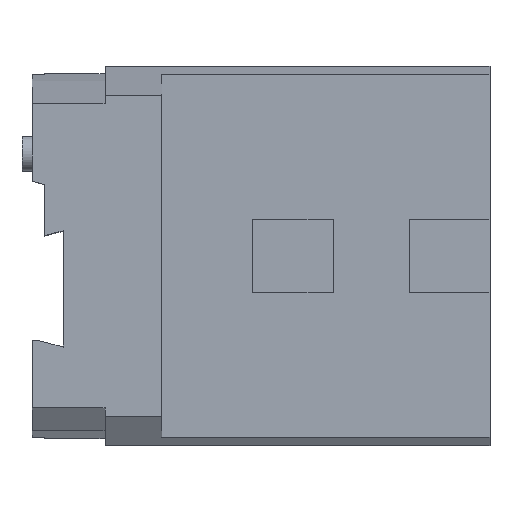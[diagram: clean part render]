
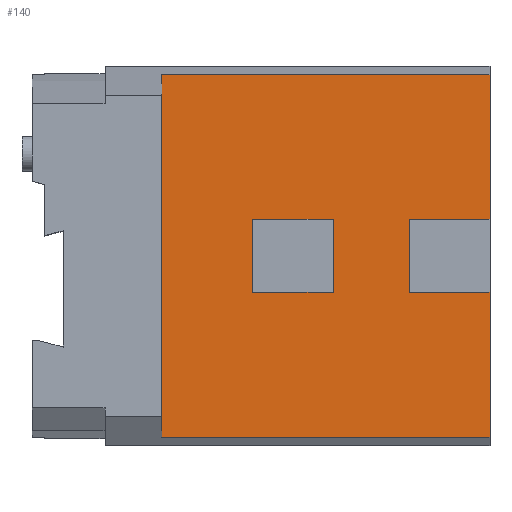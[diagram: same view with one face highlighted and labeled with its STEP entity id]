
A CAD part, top view. The second image highlights one B-rep face of the part: STEP entity #140.
In plain terms, the highlighted planar face has unit normal (0, 0, 1).
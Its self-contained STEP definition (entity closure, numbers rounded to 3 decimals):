
#61=FACE_BOUND('',#319,.T.);
#62=FACE_BOUND('',#320,.T.);
#140=ADVANCED_FACE('',(#61,#62),#193,.T.);
#193=PLANE('',#1274);
#319=EDGE_LOOP('',(#591,#592,#593,#594));
#320=EDGE_LOOP('',(#595,#596,#597,#598,#599,#600,#601,#602));
#591=ORIENTED_EDGE('',*,*,#825,.T.);
#592=ORIENTED_EDGE('',*,*,#823,.T.);
#593=ORIENTED_EDGE('',*,*,#821,.T.);
#594=ORIENTED_EDGE('',*,*,#818,.T.);
#595=ORIENTED_EDGE('',*,*,#750,.T.);
#596=ORIENTED_EDGE('',*,*,#743,.T.);
#597=ORIENTED_EDGE('',*,*,#747,.T.);
#598=ORIENTED_EDGE('',*,*,#885,.T.);
#599=ORIENTED_EDGE('',*,*,#886,.T.);
#600=ORIENTED_EDGE('',*,*,#887,.F.);
#601=ORIENTED_EDGE('',*,*,#888,.T.);
#602=ORIENTED_EDGE('',*,*,#889,.T.);
#637=VERTEX_POINT('',#1598);
#638=VERTEX_POINT('',#1599);
#641=VERTEX_POINT('',#1607);
#643=VERTEX_POINT('',#1613);
#701=VERTEX_POINT('',#1759);
#702=VERTEX_POINT('',#1760);
#703=VERTEX_POINT('',#1765);
#704=VERTEX_POINT('',#1769);
#737=VERTEX_POINT('',#1895);
#738=VERTEX_POINT('',#1897);
#739=VERTEX_POINT('',#1899);
#740=VERTEX_POINT('',#1901);
#743=EDGE_CURVE('',#637,#638,#898,.T.);
#747=EDGE_CURVE('',#638,#641,#902,.T.);
#750=EDGE_CURVE('',#643,#637,#905,.T.);
#818=EDGE_CURVE('',#701,#702,#959,.T.);
#821=EDGE_CURVE('',#703,#701,#962,.T.);
#823=EDGE_CURVE('',#704,#703,#964,.T.);
#825=EDGE_CURVE('',#702,#704,#966,.T.);
#885=EDGE_CURVE('',#641,#737,#1018,.T.);
#886=EDGE_CURVE('',#737,#738,#1019,.T.);
#887=EDGE_CURVE('',#739,#738,#1020,.T.);
#888=EDGE_CURVE('',#739,#740,#1021,.T.);
#889=EDGE_CURVE('',#740,#643,#1022,.T.);
#898=LINE('',#1597,#1031);
#902=LINE('',#1606,#1035);
#905=LINE('',#1612,#1038);
#959=LINE('',#1758,#1092);
#962=LINE('',#1764,#1095);
#964=LINE('',#1768,#1097);
#966=LINE('',#1772,#1099);
#1018=LINE('',#1894,#1151);
#1019=LINE('',#1896,#1152);
#1020=LINE('',#1898,#1153);
#1021=LINE('',#1900,#1154);
#1022=LINE('',#1902,#1155);
#1031=VECTOR('',#1289,1.);
#1035=VECTOR('',#1295,1.);
#1038=VECTOR('',#1300,1.);
#1092=VECTOR('',#1422,1.);
#1095=VECTOR('',#1427,1.);
#1097=VECTOR('',#1431,1.);
#1099=VECTOR('',#1435,1.);
#1151=VECTOR('',#1563,1.);
#1152=VECTOR('',#1564,1.);
#1153=VECTOR('',#1565,1.);
#1154=VECTOR('',#1566,1.);
#1155=VECTOR('',#1567,1.);
#1274=AXIS2_PLACEMENT_3D('',#1903,#1568,#1569);
#1289=DIRECTION('',(0.,1.,0.));
#1295=DIRECTION('',(1.,0.,0.));
#1300=DIRECTION('',(-1.,0.,0.));
#1422=DIRECTION('',(0.,1.,0.));
#1427=DIRECTION('',(-1.,0.,0.));
#1431=DIRECTION('',(0.,-1.,0.));
#1435=DIRECTION('',(1.,0.,0.));
#1563=DIRECTION('',(0.,1.,0.));
#1564=DIRECTION('',(-1.,0.,0.));
#1565=DIRECTION('',(0.,1.,0.));
#1566=DIRECTION('',(1.,0.,0.));
#1567=DIRECTION('',(0.,1.,0.));
#1568=DIRECTION('',(0.,0.,1.));
#1569=DIRECTION('',(1.,0.,0.));
#1597=CARTESIAN_POINT('',(68.,-10.,0.));
#1598=CARTESIAN_POINT('',(68.,-10.,0.));
#1599=CARTESIAN_POINT('',(68.,10.,0.));
#1606=CARTESIAN_POINT('',(68.,10.,0.));
#1607=CARTESIAN_POINT('',(90.,10.,0.));
#1612=CARTESIAN_POINT('',(90.,-10.,0.));
#1613=CARTESIAN_POINT('',(90.,-10.,0.));
#1758=CARTESIAN_POINT('',(25.,-10.,0.));
#1759=CARTESIAN_POINT('',(25.,-10.,0.));
#1760=CARTESIAN_POINT('',(25.,10.,0.));
#1764=CARTESIAN_POINT('',(47.,-10.,0.));
#1765=CARTESIAN_POINT('',(47.,-10.,0.));
#1768=CARTESIAN_POINT('',(47.,10.,0.));
#1769=CARTESIAN_POINT('',(47.,10.,0.));
#1772=CARTESIAN_POINT('',(25.,10.,0.));
#1894=CARTESIAN_POINT('',(90.,0.,0.));
#1895=CARTESIAN_POINT('',(90.,49.627,0.));
#1896=CARTESIAN_POINT('',(-15.5,49.627,0.));
#1897=CARTESIAN_POINT('',(0.,49.627,0.));
#1898=CARTESIAN_POINT('',(0.,-95.154,0.));
#1899=CARTESIAN_POINT('',(0.,-49.627,0.));
#1900=CARTESIAN_POINT('',(-15.5,-49.627,0.));
#1901=CARTESIAN_POINT('',(90.,-49.627,0.));
#1902=CARTESIAN_POINT('',(90.,0.,0.));
#1903=CARTESIAN_POINT('',(0.,-95.154,0.));
